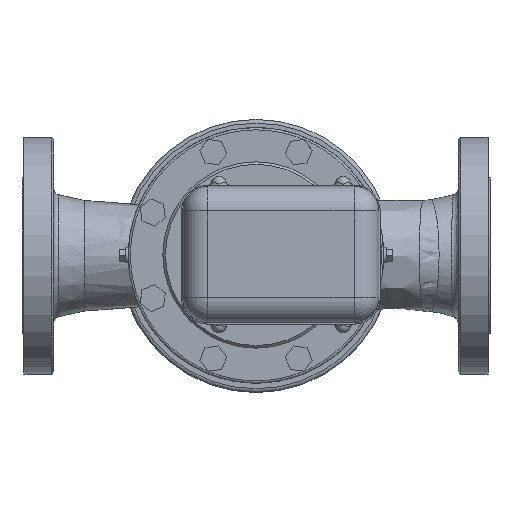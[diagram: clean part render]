
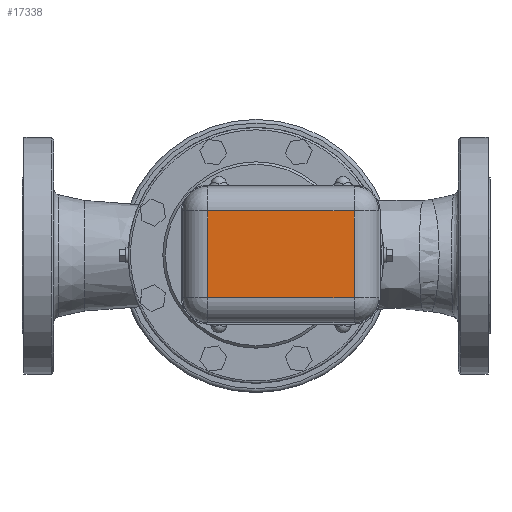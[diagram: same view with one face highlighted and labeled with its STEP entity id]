
A CAD part, top view. The second image highlights one B-rep face of the part: STEP entity #17338.
In plain terms, the highlighted planar face has unit normal (0, 0, 1).
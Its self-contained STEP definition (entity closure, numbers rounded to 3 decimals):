
#553=PLANE('',#18605);
#1202=LINE('',#30173,#2566);
#1204=LINE('',#30181,#2568);
#1206=LINE('',#30189,#2570);
#1208=LINE('',#30198,#2572);
#2566=VECTOR('',#20877,118.);
#2568=VECTOR('',#20885,70.);
#2570=VECTOR('',#20893,118.);
#2572=VECTOR('',#20905,70.);
#4272=FACE_OUTER_BOUND('',#5435,.T.);
#5435=EDGE_LOOP('',(#12778,#12779,#12780,#12781));
#8075=VERTEX_POINT('',#30170);
#8076=VERTEX_POINT('',#30172);
#8079=VERTEX_POINT('',#30180);
#8082=VERTEX_POINT('',#30188);
#9880=EDGE_CURVE('',#8075,#8076,#1202,.T.);
#9884=EDGE_CURVE('',#8076,#8079,#1204,.T.);
#9888=EDGE_CURVE('',#8079,#8082,#1206,.T.);
#9893=EDGE_CURVE('',#8082,#8075,#1208,.T.);
#12778=ORIENTED_EDGE('',*,*,#9880,.F.);
#12779=ORIENTED_EDGE('',*,*,#9893,.F.);
#12780=ORIENTED_EDGE('',*,*,#9888,.F.);
#12781=ORIENTED_EDGE('',*,*,#9884,.F.);
#17338=ADVANCED_FACE('',(#4272),#553,.T.);
#18605=AXIS2_PLACEMENT_3D('',#30226,#20940,#20941);
#20877=DIRECTION('',(1.,0.,0.));
#20885=DIRECTION('',(0.,-1.,0.));
#20893=DIRECTION('',(-1.,0.,0.));
#20905=DIRECTION('',(0.,1.,0.));
#20940=DIRECTION('center_axis',(0.,0.,
1.));
#20941=DIRECTION('ref_axis',(1.,0.,0.));
#30170=CARTESIAN_POINT('',(-39.,35.,635.));
#30172=CARTESIAN_POINT('',(79.,35.,635.));
#30173=CARTESIAN_POINT('',(-9.5,35.,635.));
#30180=CARTESIAN_POINT('',(79.,-35.,635.));
#30181=CARTESIAN_POINT('',(79.,17.5,635.));
#30188=CARTESIAN_POINT('',(-39.,-35.,635.));
#30189=CARTESIAN_POINT('',(49.5,-35.,635.));
#30198=CARTESIAN_POINT('',(-39.,-17.5,635.));
#30226=CARTESIAN_POINT('Origin',(20.,0.,635.));
